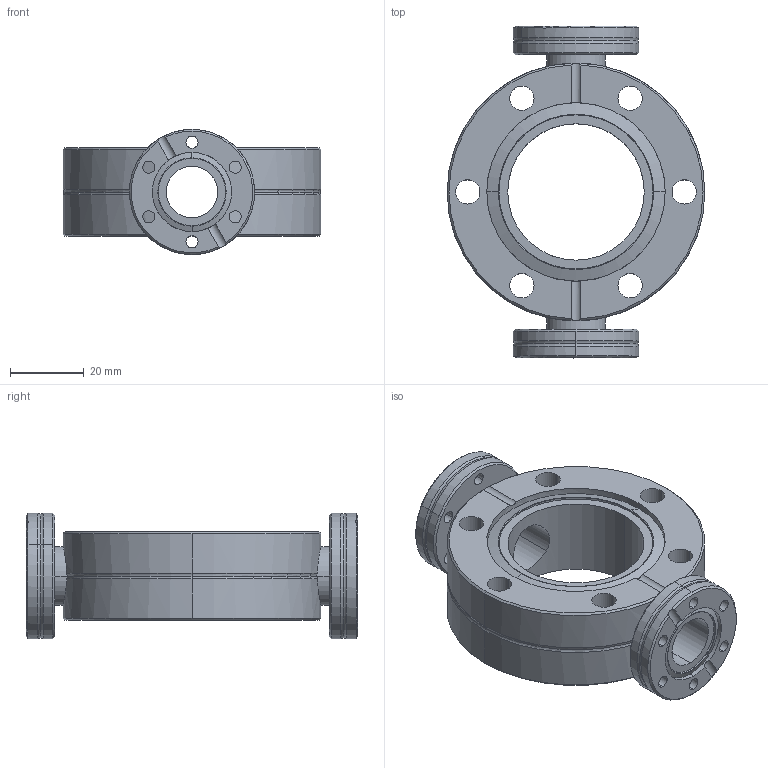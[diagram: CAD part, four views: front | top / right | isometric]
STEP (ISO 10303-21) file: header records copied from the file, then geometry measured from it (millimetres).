
FILE_DESCRIPTION (( 'STEP AP214' ), '1' );
FILE_NAME ('420FDP040-2-16.stp', '2017-05-31T06:34:12', ( '' ), ( '' ), 'SwSTEP 2.0', 'SolidWorks 2015', '' );
FILE_SCHEMA (( 'AUTOMOTIVE_DESIGN' ));
Length unit declared in the file: millimetre
Products named in the file (1): 420FDP040-2-16
Bounding box: 69.9 x 90 x 34 mm (x, y, z)
Volume: 64793.1 mm3; surface area: 27618.9 mm2
Topology: 1 solids, 1 shells, 150 faces, 375 edges, 234 vertices
Faces by surface type: cylinder 80, cone 31, torus 22, plane 17
Entity records: 6773 total; most frequent: CARTESIAN_POINT 1318, DIRECTION 853, ORIENTED_EDGE 750, EDGE_CURVE 375, AXIS2_PLACEMENT_3D 371, VERTEX_POINT 234, CIRCLE 220, EDGE_LOOP 199
